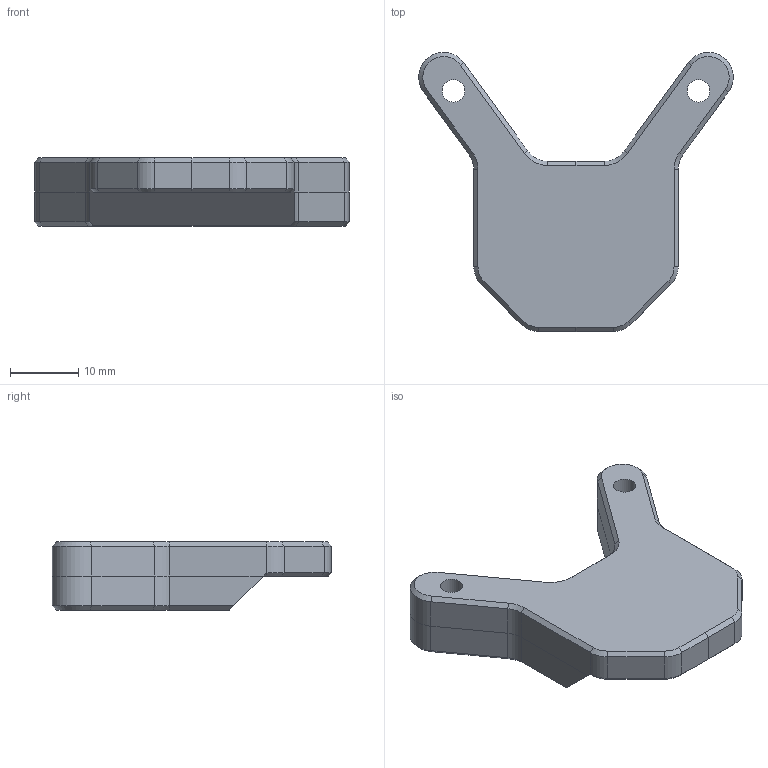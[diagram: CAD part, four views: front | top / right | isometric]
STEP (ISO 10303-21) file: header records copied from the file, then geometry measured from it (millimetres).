
FILE_DESCRIPTION(('FreeCAD Model'),'2;1');
FILE_NAME('Open CASCADE Shape Model','2025-10-28T21:21:30',(''),(''), 'Open CASCADE STEP processor 7.9','FreeCAD','Unknown');
FILE_SCHEMA(('AUTOMOTIVE_DESIGN { 1 0 10303 214 1 1 1 1 }'));
Length unit declared in the file: millimetre
Products named in the file (1): GPSPlate
Bounding box: 46.18 x 40.99 x 10 mm (x, y, z)
Volume: 7730.9 mm3; surface area: 3452.8 mm2
Topology: 1 solids, 1 shells, 89 faces, 206 edges, 119 vertices
Faces by surface type: plane 49, cylinder 20, cone 20
Full cylindrical faces by diameter (mm): 3.3 x4
Entity records: 5260 total; most frequent: CARTESIAN_POINT 967, DIRECTION 835, LINE 537, VECTOR 537, ORIENTED_EDGE 412, PCURVE 412, DEFINITIONAL_REPRESENTATION 412, EDGE_CURVE 206
